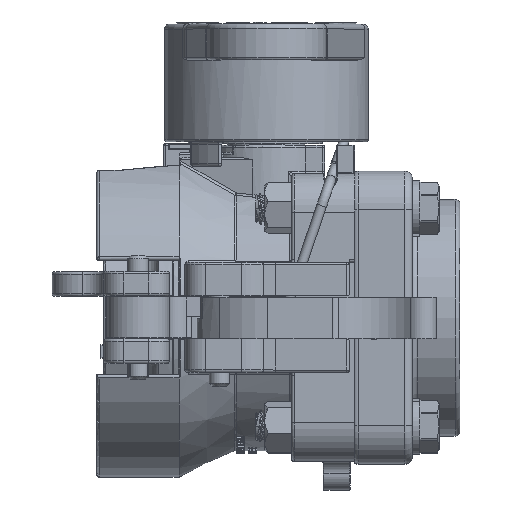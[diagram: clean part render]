
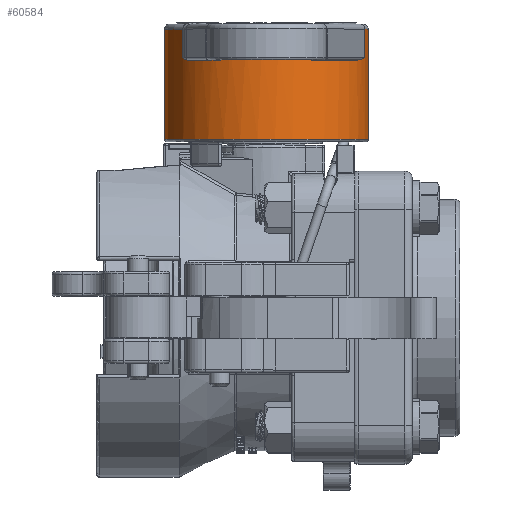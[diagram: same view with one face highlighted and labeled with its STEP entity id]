
A CAD part, top view. The second image highlights one B-rep face of the part: STEP entity #60584.
In plain terms, the highlighted cylindrical face has radius 31.547 mm (diameter 63.094 mm), a partial arc.
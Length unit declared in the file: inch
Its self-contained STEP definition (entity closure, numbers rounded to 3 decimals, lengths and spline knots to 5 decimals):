
#3344=CYLINDRICAL_SURFACE('',#65625,1.242);
#7210=LINE('',#172030,#12129);
#7212=LINE('',#172036,#12131);
#7213=LINE('',#172040,#12132);
#7214=LINE('',#172060,#12133);
#7215=LINE('',#172064,#12134);
#7216=LINE('',#172091,#12135);
#12129=VECTOR('',#77571,0.3937);
#12131=VECTOR('',#77577,0.3937);
#12132=VECTOR('',#77580,0.3937);
#12133=VECTOR('',#77583,0.3937);
#12134=VECTOR('',#77586,0.3937);
#12135=VECTOR('',#77589,0.3937);
#16077=FACE_OUTER_BOUND('',#19869,.T.);
#19869=EDGE_LOOP('',(#53041,#53042,#53043,#53044,#53045,#53046,#53047,#53048,
#53049,#53050,#53051,#53052,#53053,#53054,#53055,#53056,#53057));
#22163=CIRCLE('',#65600,1.242);
#22179=CIRCLE('',#65626,1.242);
#22180=CIRCLE('',#65627,1.242);
#22181=CIRCLE('',#65628,1.242);
#22182=CIRCLE('',#65629,1.242);
#22183=CIRCLE('',#65630,1.242);
#24370=B_SPLINE_CURVE_WITH_KNOTS('',3,(#172042,#172043,#172044,#172045,
#172046,#172047),.UNSPECIFIED.,.F.,.F.,(4,2,4),(0.,0.35584,0.65639),
 .UNSPECIFIED.);
#24371=B_SPLINE_CURVE_WITH_KNOTS('',3,(#172051,#172052,#172053,#172054,
#172055,#172056,#172057,#172058),.UNSPECIFIED.,.F.,.F.,(4,2,2,4),(0.58101,
0.6305,0.77123,0.77171),.UNSPECIFIED.);
#24372=B_SPLINE_CURVE_WITH_KNOTS('',3,(#172066,#172067,#172068,#172069,
#172070,#172071,#172072,#172073),.UNSPECIFIED.,.F.,.F.,(4,2,2,4),(-0.00055,
0.,0.1598,0.21601),.UNSPECIFIED.);
#24373=B_SPLINE_CURVE_WITH_KNOTS('',3,(#172077,#172078,#172079,#172080),
 .UNSPECIFIED.,.F.,.F.,(4,4),(0.53352,0.53599),
 .UNSPECIFIED.);
#24374=B_SPLINE_CURVE_WITH_KNOTS('',3,(#172082,#172083,#172084,#172085,
#172086,#172087,#172088,#172089),.UNSPECIFIED.,.F.,.F.,(4,2,2,4),(0.68771,
0.73808,1.01106,1.01211),.UNSPECIFIED.);
#29083=VERTEX_POINT('',#171968);
#29084=VERTEX_POINT('',#171972);
#29094=VERTEX_POINT('',#172029);
#29096=VERTEX_POINT('',#172035);
#29097=VERTEX_POINT('',#172037);
#29098=VERTEX_POINT('',#172039);
#29099=VERTEX_POINT('',#172041);
#29100=VERTEX_POINT('',#172048);
#29101=VERTEX_POINT('',#172050);
#29102=VERTEX_POINT('',#172059);
#29103=VERTEX_POINT('',#172061);
#29104=VERTEX_POINT('',#172063);
#29105=VERTEX_POINT('',#172065);
#29106=VERTEX_POINT('',#172074);
#29107=VERTEX_POINT('',#172076);
#29108=VERTEX_POINT('',#172081);
#29109=VERTEX_POINT('',#172090);
#37247=EDGE_CURVE('',#29083,#29084,#22163,.T.);
#37266=EDGE_CURVE('',#29084,#29094,#7210,.T.);
#37269=EDGE_CURVE('',#29096,#29083,#7212,.T.);
#37270=EDGE_CURVE('',#29097,#29096,#22179,.T.);
#37271=EDGE_CURVE('',#29097,#29098,#7213,.T.);
#37272=EDGE_CURVE('',#29099,#29098,#24370,.F.);
#37273=EDGE_CURVE('',#29099,#29100,#22180,.T.);
#37274=EDGE_CURVE('',#29101,#29100,#24371,.F.);
#37275=EDGE_CURVE('',#29102,#29101,#7214,.T.);
#37276=EDGE_CURVE('',#29103,#29102,#22181,.T.);
#37277=EDGE_CURVE('',#29104,#29103,#7215,.T.);
#37278=EDGE_CURVE('',#29105,#29104,#24372,.F.);
#37279=EDGE_CURVE('',#29105,#29106,#22182,.T.);
#37280=EDGE_CURVE('',#29107,#29106,#24373,.F.);
#37281=EDGE_CURVE('',#29108,#29107,#24374,.F.);
#37282=EDGE_CURVE('',#29109,#29108,#7216,.T.);
#37283=EDGE_CURVE('',#29094,#29109,#22183,.T.);
#53041=ORIENTED_EDGE('',*,*,#37247,.F.);
#53042=ORIENTED_EDGE('',*,*,#37269,.F.);
#53043=ORIENTED_EDGE('',*,*,#37270,.F.);
#53044=ORIENTED_EDGE('',*,*,#37271,.T.);
#53045=ORIENTED_EDGE('',*,*,#37272,.F.);
#53046=ORIENTED_EDGE('',*,*,#37273,.T.);
#53047=ORIENTED_EDGE('',*,*,#37274,.F.);
#53048=ORIENTED_EDGE('',*,*,#37275,.F.);
#53049=ORIENTED_EDGE('',*,*,#37276,.F.);
#53050=ORIENTED_EDGE('',*,*,#37277,.F.);
#53051=ORIENTED_EDGE('',*,*,#37278,.F.);
#53052=ORIENTED_EDGE('',*,*,#37279,.T.);
#53053=ORIENTED_EDGE('',*,*,#37280,.F.);
#53054=ORIENTED_EDGE('',*,*,#37281,.F.);
#53055=ORIENTED_EDGE('',*,*,#37282,.F.);
#53056=ORIENTED_EDGE('',*,*,#37283,.F.);
#53057=ORIENTED_EDGE('',*,*,#37266,.F.);
#60584=ADVANCED_FACE('',(#16077),#3344,.T.);
#65600=AXIS2_PLACEMENT_3D('',#171974,#77520,#77521);
#65625=AXIS2_PLACEMENT_3D('',#172034,#77575,#77576);
#65626=AXIS2_PLACEMENT_3D('',#172038,#77578,#77579);
#65627=AXIS2_PLACEMENT_3D('',#172049,#77581,#77582);
#65628=AXIS2_PLACEMENT_3D('',#172062,#77584,#77585);
#65629=AXIS2_PLACEMENT_3D('',#172075,#77587,#77588);
#65630=AXIS2_PLACEMENT_3D('',#172092,#77590,#77591);
#77520=DIRECTION('center_axis',(0.,-1.,0.));
#77521=DIRECTION('ref_axis',(1.,0.,0.));
#77571=DIRECTION('',(0.,1.,0.));
#77575=DIRECTION('center_axis',(0.,-1.,0.));
#77576=DIRECTION('ref_axis',(1.,0.,0.));
#77577=DIRECTION('',(0.,-1.,0.));
#77578=DIRECTION('center_axis',(0.,1.,0.));
#77579=DIRECTION('ref_axis',(-0.328,0.,-0.945));
#77580=DIRECTION('',(0.,-1.,0.));
#77581=DIRECTION('center_axis',(0.,-1.,0.));
#77582=DIRECTION('ref_axis',(-0.822,0.,0.569));
#77583=DIRECTION('',(0.,-1.,0.));
#77584=DIRECTION('center_axis',(0.,1.,0.));
#77585=DIRECTION('ref_axis',(0.999,0.,-0.035));
#77586=DIRECTION('',(0.,1.,0.));
#77587=DIRECTION('center_axis',(0.,-1.,0.));
#77588=DIRECTION('ref_axis',(-0.822,0.,0.569));
#77589=DIRECTION('',(0.,-1.,0.));
#77590=DIRECTION('center_axis',(0.,1.,0.));
#77591=DIRECTION('ref_axis',(-0.159,0.,0.987));
#171968=CARTESIAN_POINT('',(-0.99635,-1.4,-0.74152));
#171972=CARTESIAN_POINT('',(-0.99635,-1.4,0.74152));
#171974=CARTESIAN_POINT('Origin',(0.,-1.4,0.));
#172029=CARTESIAN_POINT('',(-0.99635,-0.06,0.74152));
#172030=CARTESIAN_POINT('',(-0.99635,0.,0.74152));
#172034=CARTESIAN_POINT('Origin',(0.,0.,0.));
#172035=CARTESIAN_POINT('',(-0.99635,-0.06,-0.74152));
#172036=CARTESIAN_POINT('',(-0.99635,0.,-0.74152));
#172037=CARTESIAN_POINT('',(0.32145,-0.06,-1.19968));
#172038=CARTESIAN_POINT('Origin',(0.,-0.06,0.));
#172039=CARTESIAN_POINT('',(0.32145,-0.41,-1.19968));
#172040=CARTESIAN_POINT('',(0.32145,0.,-1.19968));
#172041=CARTESIAN_POINT('',(0.57577,-0.44,-1.10048));
#172042=CARTESIAN_POINT('Ctrl Pts',(0.32145,-0.41,-1.19968));
#172043=CARTESIAN_POINT('Ctrl Pts',(0.36603,-0.41717,
-1.18774));
#172044=CARTESIAN_POINT('Ctrl Pts',(0.41858,-0.42571,
-1.17026));
#172045=CARTESIAN_POINT('Ctrl Pts',(0.49799,-0.43586,
-1.13847));
#172046=CARTESIAN_POINT('Ctrl Pts',(0.54083,-0.44,-1.11876));
#172047=CARTESIAN_POINT('Ctrl Pts',(0.57577,-0.44,-1.10048));
#172048=CARTESIAN_POINT('',(0.99216,-0.44,-0.74712));
#172049=CARTESIAN_POINT('Origin',(0.,-0.44,0.));
#172050=CARTESIAN_POINT('',(1.03018,-0.41,-0.69376));
#172051=CARTESIAN_POINT('Ctrl Pts',(0.99216,-0.44,-0.74712));
#172052=CARTESIAN_POINT('Ctrl Pts',(0.99487,-0.44,
-0.74352));
#172053=CARTESIAN_POINT('Ctrl Pts',(0.998,-0.43941,
-0.73932));
#172054=CARTESIAN_POINT('Ctrl Pts',(1.01163,-0.43322,
-0.72074));
#172055=CARTESIAN_POINT('Ctrl Pts',(1.02059,-0.42242,
-0.70799));
#172056=CARTESIAN_POINT('Ctrl Pts',(1.03011,-0.41008,
-0.69385));
#172057=CARTESIAN_POINT('Ctrl Pts',(1.03015,-0.41004,
-0.6938));
#172058=CARTESIAN_POINT('Ctrl Pts',(1.03018,-0.41,-0.69376));
#172059=CARTESIAN_POINT('',(1.03018,-0.27,-0.69376));
#172060=CARTESIAN_POINT('',(1.03018,0.,-0.69376));
#172061=CARTESIAN_POINT('',(1.07674,-0.27,0.61903));
#172062=CARTESIAN_POINT('Origin',(0.,-0.27,0.));
#172063=CARTESIAN_POINT('',(1.07674,-0.41,0.61903));
#172064=CARTESIAN_POINT('',(1.07674,0.,0.61903));
#172065=CARTESIAN_POINT('',(1.0426,-0.44,0.67495));
#172066=CARTESIAN_POINT('Ctrl Pts',(1.07674,-0.41,0.61903));
#172067=CARTESIAN_POINT('Ctrl Pts',(1.07671,-0.41004,
0.61908));
#172068=CARTESIAN_POINT('Ctrl Pts',(1.07668,-0.41008,
0.61913));
#172069=CARTESIAN_POINT('Ctrl Pts',(1.06818,-0.42242,
0.63391));
#172070=CARTESIAN_POINT('Ctrl Pts',(1.06015,-0.43322,
0.64726));
#172071=CARTESIAN_POINT('Ctrl Pts',(1.04787,-0.43941,
0.66675));
#172072=CARTESIAN_POINT('Ctrl Pts',(1.04505,-0.44,
0.67116));
#172073=CARTESIAN_POINT('Ctrl Pts',(1.0426,-0.44,0.67495));
#172074=CARTESIAN_POINT('',(0.80444,-0.44,0.94628));
#172075=CARTESIAN_POINT('Origin',(0.,-0.44,0.));
#172076=CARTESIAN_POINT('',(0.80369,-0.44,0.94691));
#172077=CARTESIAN_POINT('Ctrl Pts',(0.80444,-0.44,0.94628));
#172078=CARTESIAN_POINT('Ctrl Pts',(0.80419,-0.44,0.94649));
#172079=CARTESIAN_POINT('Ctrl Pts',(0.80394,-0.44,
0.9467));
#172080=CARTESIAN_POINT('Ctrl Pts',(0.80369,-0.44,
0.94691));
#172081=CARTESIAN_POINT('',(0.71342,-0.41,1.01666));
#172082=CARTESIAN_POINT('Ctrl Pts',(0.80369,-0.44,
0.94691));
#172083=CARTESIAN_POINT('Ctrl Pts',(0.79832,-0.43994,
0.95147));
#172084=CARTESIAN_POINT('Ctrl Pts',(0.79326,-0.4393,
0.95569));
#172085=CARTESIAN_POINT('Ctrl Pts',(0.76613,-0.43454,
0.978));
#172086=CARTESIAN_POINT('Ctrl Pts',(0.74115,-0.42286,
0.99719));
#172087=CARTESIAN_POINT('Ctrl Pts',(0.71363,-0.4101,
1.01651));
#172088=CARTESIAN_POINT('Ctrl Pts',(0.71353,-0.41005,
1.01658));
#172089=CARTESIAN_POINT('Ctrl Pts',(0.71342,-0.41,1.01666));
#172090=CARTESIAN_POINT('',(0.71342,-0.06,1.01666));
#172091=CARTESIAN_POINT('',(0.71342,0.,1.01666));
#172092=CARTESIAN_POINT('Origin',(0.,-0.06,0.));
